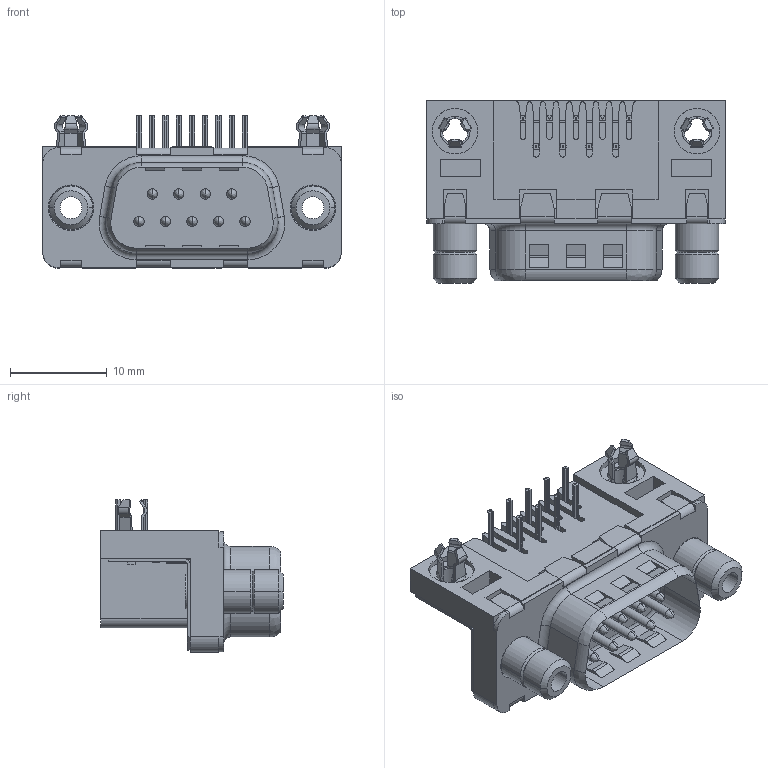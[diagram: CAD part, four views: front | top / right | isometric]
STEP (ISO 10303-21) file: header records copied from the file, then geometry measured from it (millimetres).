
FILE_DESCRIPTION((''),'2;1');
FILE_NAME('D09P33E4GV00LFC','2007-08-03T',('vrajkris'),('FCI - CDC Division'),'PRO/ENGINEER BY PARAMETRIC TECHNOLOGY CORPORATION, 2006140','PRO/ENGINEER BY PARAMETRIC TECHNOLOGY CORPORATION, 2006140','');
FILE_SCHEMA(('CONFIG_CONTROL_DESIGN'));
Length unit declared in the file: millimetre
Products named in the file (1): D09P33E4GV00LFC
Bounding box: 30.81 x 18.85 x 15.75 mm (x, y, z)
Volume: 2845.9 mm3; surface area: 4114.8 mm2
Topology: 1 solids, 3 shells, 1443 faces, 4183 edges, 2709 vertices
Faces by surface type: plane 842, cylinder 453, torus 96, bspline 40, cone 12
Entity records: 50040 total; most frequent: CARTESIAN_POINT 11236, ORIENTED_EDGE 8330, DIRECTION 7985, EDGE_CURVE 4165, VECTOR 2891, LINE 2891, VERTEX_POINT 2709, AXIS2_PLACEMENT_3D 2547
